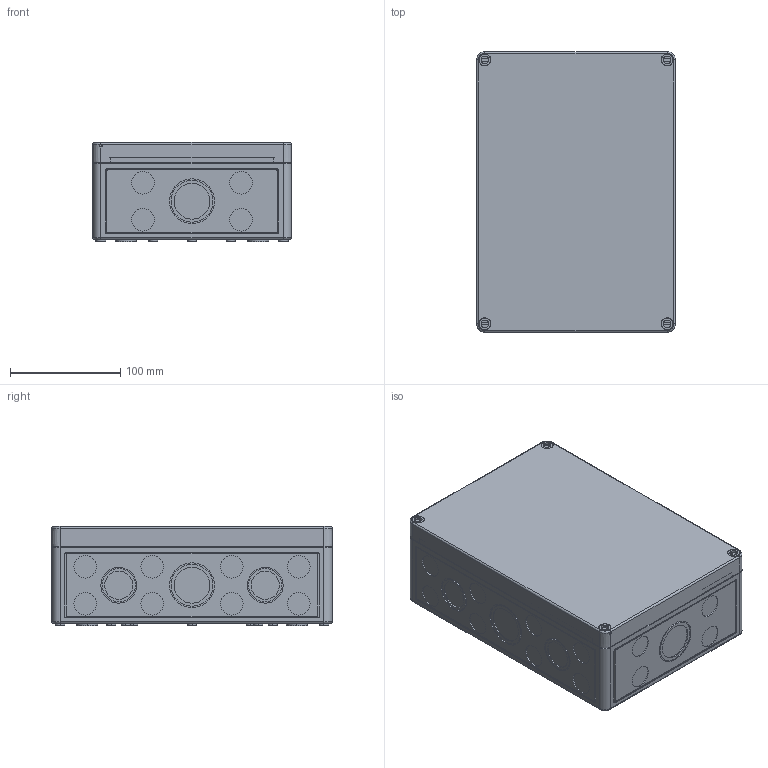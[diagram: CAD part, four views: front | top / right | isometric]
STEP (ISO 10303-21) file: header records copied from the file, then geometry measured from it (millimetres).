
FILE_DESCRIPTION (( 'STEP AP203' ), '1' );
FILE_NAME ('60182515.step', '2014-12-03T15:01:02', ( 'Windows-Benutzer' ), ( '' ), 'SwSTEP 2.0', 'SolidWorks 2014', '' );
FILE_SCHEMA (( 'CONFIG_CONTROL_DESIGN' ));
Length unit declared in the file: millimetre
Products named in the file (4): Kasten_TK2518-m60182515; Deckel_TK2518-960182515; Schraube_TK34mm-grau60182515; 60182515
Assembly tree (6 placements, depth 2):
  60182515
    Kasten_TK2518-m60182515
    Deckel_TK2518-960182515
    Schraube_TK34mm-grau60182515  x4
Bounding box: 180 x 254 x 89.7 mm (x, y, z)
Volume: 548414.2 mm3; surface area: 363646.7 mm2
Topology: 6 solids, 6 shells, 983 faces, 2400 edges, 1572 vertices
Faces by surface type: plane 473, cylinder 430, cone 64, torus 16
Entity records: 25858 total; most frequent: DIRECTION 4680, CARTESIAN_POINT 4442, ORIENTED_EDGE 4140, EDGE_CURVE 2070, AXIS2_PLACEMENT_3D 1774, VERTEX_POINT 1356, VECTOR 1132, LINE 1132
